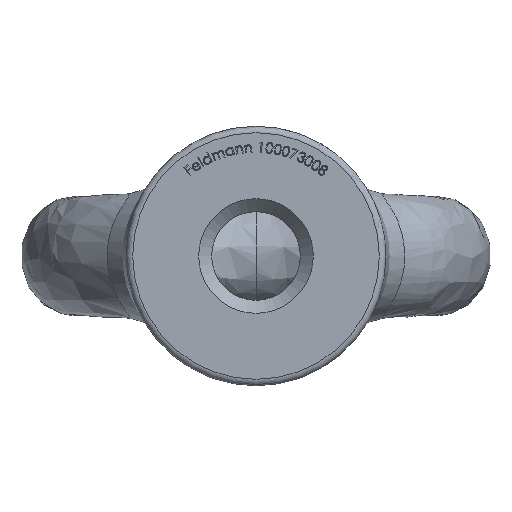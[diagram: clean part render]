
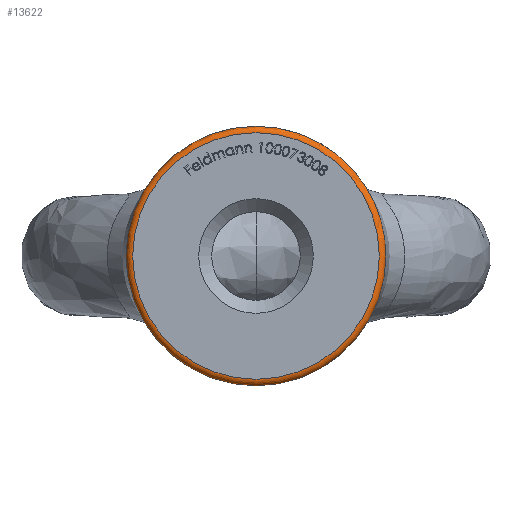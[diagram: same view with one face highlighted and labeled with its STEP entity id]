
A CAD part, front view. The second image highlights one B-rep face of the part: STEP entity #13622.
In plain terms, the highlighted toroidal (fillet/blend) face has major radius 9.454 mm and minor radius 0.5 mm.
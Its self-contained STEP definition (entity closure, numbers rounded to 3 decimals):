
#1490 = FACE_OUTER_BOUND ( 'NONE', #1499, .T. ) ;
#1499 = EDGE_LOOP ( 'NONE', ( #3274 ) ) ;
#1524 = DIRECTION ( 'NONE',  ( 1., 0., 0. ) ) ;
#1834 = VERTEX_POINT ( 'NONE', #15588 ) ;
#2341 = EDGE_CURVE ( 'NONE', #1834, #1834, #7939, .T. ) ;
#2955 = DIRECTION ( 'NONE',  ( 1., 0., 0. ) ) ;
#3190 = TOROIDAL_SURFACE ( 'NONE', #12257, 9.454, 0.5 ) ;
#3274 = ORIENTED_EDGE ( 'NONE', *, *, #5223, .F. ) ;
#4154 = FACE_OUTER_BOUND ( 'NONE', #13427, .T. ) ;
#5223 = EDGE_CURVE ( 'NONE', #13421, #13421, #13402, .T. ) ;
#6543 = DIRECTION ( 'NONE',  ( -1., 0., 0. ) ) ;
#7603 = DIRECTION ( 'NONE',  ( 0., -1., 0. ) ) ;
#7939 = CIRCLE ( 'NONE', #8773, 9.454 ) ;
#7952 = CARTESIAN_POINT ( 'NONE',  ( 0., 0., 0. ) ) ;
#8551 = CARTESIAN_POINT ( 'NONE',  ( -9.952, 0.544, 0. ) ) ;
#8773 = AXIS2_PLACEMENT_3D ( 'NONE', #7952, #7603, #1524 ) ;
#9045 = CARTESIAN_POINT ( 'NONE',  ( 0., 0.5, 0. ) ) ;
#9967 = CARTESIAN_POINT ( 'NONE',  ( 0., 0.544, 0. ) ) ;
#11105 = AXIS2_PLACEMENT_3D ( 'NONE', #9967, #13678, #6543 ) ;
#11463 = ORIENTED_EDGE ( 'NONE', *, *, #2341, .F. ) ;
#12257 = AXIS2_PLACEMENT_3D ( 'NONE', #9045, #14084, #2955 ) ;
#13402 = CIRCLE ( 'NONE', #11105, 9.952 ) ;
#13421 = VERTEX_POINT ( 'NONE', #8551 ) ;
#13427 = EDGE_LOOP ( 'NONE', ( #11463 ) ) ;
#13622 = ADVANCED_FACE ( 'NONE', ( #1490, #4154 ), #3190, .T. ) ;
#13678 = DIRECTION ( 'NONE',  ( 0., 1., 0. ) ) ;
#14084 = DIRECTION ( 'NONE',  ( 0., -1., 0. ) ) ;
#15588 = CARTESIAN_POINT ( 'NONE',  ( 9.454, 0., 0. ) ) ;
